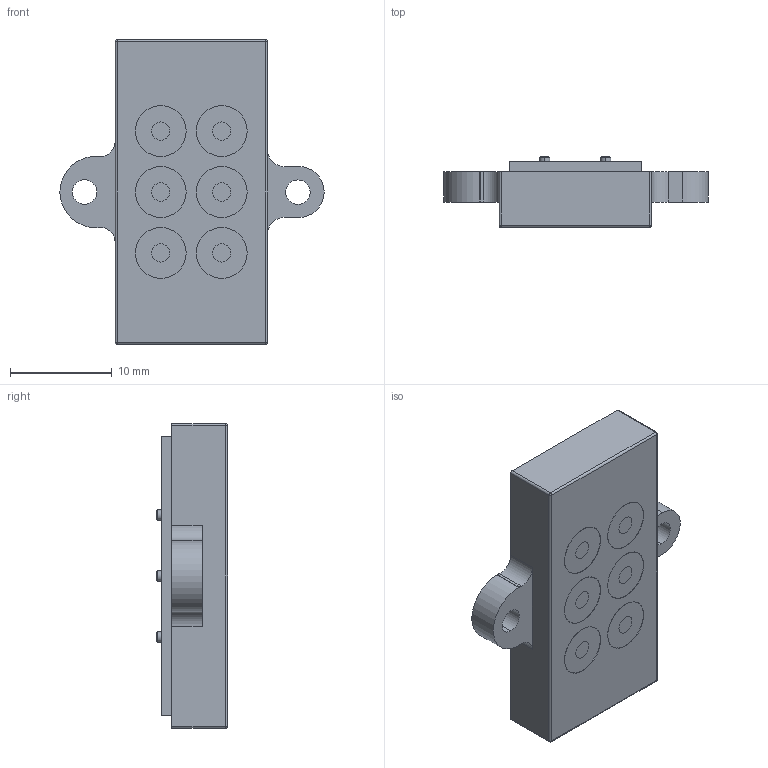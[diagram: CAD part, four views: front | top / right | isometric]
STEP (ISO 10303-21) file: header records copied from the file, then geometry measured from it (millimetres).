
FILE_DESCRIPTION (( 'STEP AP214' ), '1' );
FILE_NAME ('686D06B1220113E.STEP', '2023-04-26T17:02:25', ( '' ), ( '' ), 'SwSTEP 2.0', 'SolidWorks 2020', '' );
FILE_SCHEMA (( 'AUTOMOTIVE_DESIGN' ));
Length unit declared in the file: millimetre
Products named in the file (1): 686D06B1220113E
Bounding box: 26 x 7 x 30 mm (x, y, z)
Volume: 2949.7 mm3; surface area: 2700.4 mm2
Topology: 8 solids, 12 shells, 355 faces, 850 edges, 556 vertices
Faces by surface type: plane 213, cylinder 126, cone 12, bspline 4
Entity records: 13176 total; most frequent: CARTESIAN_POINT 1818, DIRECTION 1814, ORIENTED_EDGE 1692, EDGE_CURVE 846, AXIS2_PLACEMENT_3D 616, VECTOR 582, LINE 582, VERTEX_POINT 556
